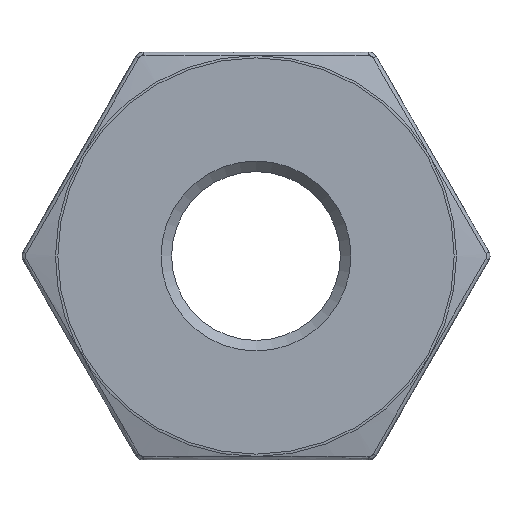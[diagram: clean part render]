
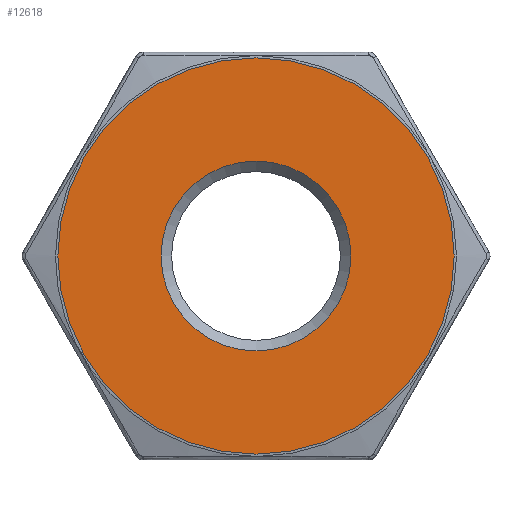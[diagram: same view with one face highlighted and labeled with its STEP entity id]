
A CAD part, left-side view. The second image highlights one B-rep face of the part: STEP entity #12618.
In plain terms, the highlighted planar face has unit normal (-1, 0, 0).
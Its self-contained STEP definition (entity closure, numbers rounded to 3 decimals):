
#56 = CARTESIAN_POINT ( 'NONE',  ( 0., 0., 0. ) ) ;
#203 = AXIS2_PLACEMENT_3D ( 'NONE', #56, #569, #7929 ) ;
#569 = DIRECTION ( 'NONE',  ( -1., 0., 0. ) ) ;
#866 = AXIS2_PLACEMENT_3D ( 'NONE', #2722, #8913, #6054 ) ;
#1259 = EDGE_CURVE ( 'NONE', #2933, #2933, #11493, .T. ) ;
#2722 = CARTESIAN_POINT ( 'NONE',  ( 0., 0., 0. ) ) ;
#2799 = VERTEX_POINT ( 'NONE', #3897 ) ;
#2933 = VERTEX_POINT ( 'NONE', #9040 ) ;
#3765 = FACE_OUTER_BOUND ( 'NONE', #9748, .T. ) ;
#3897 = CARTESIAN_POINT ( 'NONE',  ( 0., 21.868, 0. ) ) ;
#3946 = AXIS2_PLACEMENT_3D ( 'NONE', #4176, #5306, #9405 ) ;
#3975 = EDGE_CURVE ( 'NONE', #2799, #2799, #13250, .T. ) ;
#4176 = CARTESIAN_POINT ( 'NONE',  ( 0., 0., 0. ) ) ;
#4559 = ORIENTED_EDGE ( 'NONE', *, *, #1259, .F. ) ;
#4684 = FACE_BOUND ( 'NONE', #13044, .T. ) ;
#5306 = DIRECTION ( 'NONE',  ( -1., 0., 0. ) ) ;
#6054 = DIRECTION ( 'NONE',  ( 0., 1., 0. ) ) ;
#7929 = DIRECTION ( 'NONE',  ( 0., 0., 1. ) ) ;
#8913 = DIRECTION ( 'NONE',  ( 1., 0., 0. ) ) ;
#9040 = CARTESIAN_POINT ( 'NONE',  ( 0., 0., 10.477 ) ) ;
#9405 = DIRECTION ( 'NONE',  ( 0., 1., 0. ) ) ;
#9748 = EDGE_LOOP ( 'NONE', ( #12145 ) ) ;
#10110 = PLANE ( 'NONE',  #866 ) ;
#11493 = CIRCLE ( 'NONE', #203, 10.477 ) ;
#12145 = ORIENTED_EDGE ( 'NONE', *, *, #3975, .T. ) ;
#12618 = ADVANCED_FACE ( 'NONE', ( #3765, #4684 ), #10110, .F. ) ;
#13044 = EDGE_LOOP ( 'NONE', ( #4559 ) ) ;
#13250 = CIRCLE ( 'NONE', #3946, 21.868 ) ;
